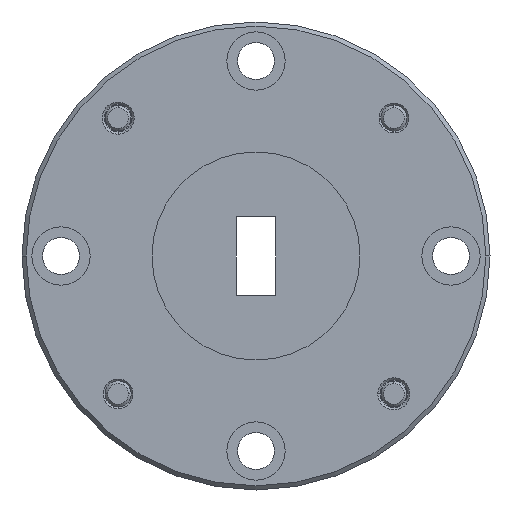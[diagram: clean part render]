
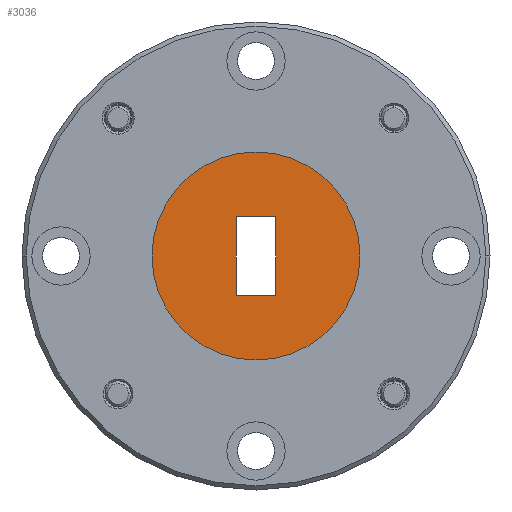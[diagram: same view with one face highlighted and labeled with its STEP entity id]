
A CAD part, left-side view. The second image highlights one B-rep face of the part: STEP entity #3036.
In plain terms, the highlighted planar face has unit normal (-1, 0, 0).
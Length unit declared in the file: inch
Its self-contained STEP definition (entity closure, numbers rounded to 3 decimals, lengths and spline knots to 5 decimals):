
#16 = ORIENTED_EDGE ( 'NONE', *, *, #3171, .T. ) ;
#218 = PLANE ( 'NONE',  #3109 ) ;
#221 = VERTEX_POINT ( 'NONE', #3760 ) ;
#260 = VERTEX_POINT ( 'NONE', #863 ) ;
#393 = LINE ( 'NONE', #3181, #2333 ) ;
#460 = DIRECTION ( 'NONE',  ( 1., 0., 0. ) ) ;
#497 = CARTESIAN_POINT ( 'NONE',  ( 0., -0.047, 0. ) ) ;
#507 = EDGE_CURVE ( 'NONE', #3046, #260, #3464, .T. ) ;
#519 = DIRECTION ( 'NONE',  ( 0., -1., 0. ) ) ;
#552 = DIRECTION ( 'NONE',  ( 0., -1., 0. ) ) ;
#578 = ORIENTED_EDGE ( 'NONE', *, *, #4124, .T. ) ;
#834 = FACE_OUTER_BOUND ( 'NONE', #4177, .T. ) ;
#863 = CARTESIAN_POINT ( 'NONE',  ( 0., 0.047, -0.094 ) ) ;
#1049 = DIRECTION ( 'NONE',  ( 0., 0., 1. ) ) ;
#1080 = CARTESIAN_POINT ( 'NONE',  ( 0., 0.047, 0.094 ) ) ;
#1084 = CARTESIAN_POINT ( 'NONE',  ( 0., 0., -0.094 ) ) ;
#1108 = VECTOR ( 'NONE', #1049, 39.37008 ) ;
#1284 = ORIENTED_EDGE ( 'NONE', *, *, #507, .T. ) ;
#1330 = ORIENTED_EDGE ( 'NONE', *, *, #3129, .F. ) ;
#1383 = CARTESIAN_POINT ( 'NONE',  ( 0., -0.047, 0.094 ) ) ;
#1469 = CIRCLE ( 'NONE', #1488, 0.25 ) ;
#1488 = AXIS2_PLACEMENT_3D ( 'NONE', #3447, #2181, #2837 ) ;
#1673 = EDGE_LOOP ( 'NONE', ( #1284, #1863, #16, #578 ) ) ;
#1863 = ORIENTED_EDGE ( 'NONE', *, *, #3604, .T. ) ;
#2039 = DIRECTION ( 'NONE',  ( 0., 1., 0. ) ) ;
#2081 = LINE ( 'NONE', #497, #3564 ) ;
#2123 = LINE ( 'NONE', #3056, #1108 ) ;
#2125 = DIRECTION ( 'NONE',  ( 0., 0., -1. ) ) ;
#2181 = DIRECTION ( 'NONE',  ( 1., 0., 0. ) ) ;
#2260 = VERTEX_POINT ( 'NONE', #1080 ) ;
#2333 = VECTOR ( 'NONE', #519, 39.37008 ) ;
#2410 = CARTESIAN_POINT ( 'NONE',  ( 0., -0.25, 0. ) ) ;
#2444 = CARTESIAN_POINT ( 'NONE',  ( 0., 0., 0. ) ) ;
#2742 = DIRECTION ( 'NONE',  ( 0., 1., 0. ) ) ;
#2825 = VERTEX_POINT ( 'NONE', #1383 ) ;
#2837 = DIRECTION ( 'NONE',  ( 0., 1., 0. ) ) ;
#2887 = EDGE_CURVE ( 'NONE', #221, #3710, #2894, .T. ) ;
#2894 = CIRCLE ( 'NONE', #3316, 0.25 ) ;
#3036 = ADVANCED_FACE ( 'NONE', ( #834, #3767 ), #218, .T. ) ;
#3046 = VERTEX_POINT ( 'NONE', #3114 ) ;
#3056 = CARTESIAN_POINT ( 'NONE',  ( 0., 0.047, 0. ) ) ;
#3109 = AXIS2_PLACEMENT_3D ( 'NONE', #2444, #3817, #552 ) ;
#3114 = CARTESIAN_POINT ( 'NONE',  ( 0., -0.047, -0.094 ) ) ;
#3129 = EDGE_CURVE ( 'NONE', #3710, #221, #1469, .T. ) ;
#3171 = EDGE_CURVE ( 'NONE', #2260, #2825, #393, .T. ) ;
#3181 = CARTESIAN_POINT ( 'NONE',  ( 0., 0., 0.094 ) ) ;
#3316 = AXIS2_PLACEMENT_3D ( 'NONE', #3700, #460, #2742 ) ;
#3447 = CARTESIAN_POINT ( 'NONE',  ( 0., 0., 0. ) ) ;
#3464 = LINE ( 'NONE', #1084, #3770 ) ;
#3564 = VECTOR ( 'NONE', #2125, 39.37008 ) ;
#3604 = EDGE_CURVE ( 'NONE', #260, #2260, #2123, .T. ) ;
#3700 = CARTESIAN_POINT ( 'NONE',  ( 0., 0., 0. ) ) ;
#3710 = VERTEX_POINT ( 'NONE', #2410 ) ;
#3760 = CARTESIAN_POINT ( 'NONE',  ( 0., 0.25, 0. ) ) ;
#3767 = FACE_BOUND ( 'NONE', #1673, .T. ) ;
#3770 = VECTOR ( 'NONE', #2039, 39.37008 ) ;
#3817 = DIRECTION ( 'NONE',  ( -1., 0., 0. ) ) ;
#3861 = ORIENTED_EDGE ( 'NONE', *, *, #2887, .F. ) ;
#4124 = EDGE_CURVE ( 'NONE', #2825, #3046, #2081, .T. ) ;
#4177 = EDGE_LOOP ( 'NONE', ( #3861, #1330 ) ) ;
